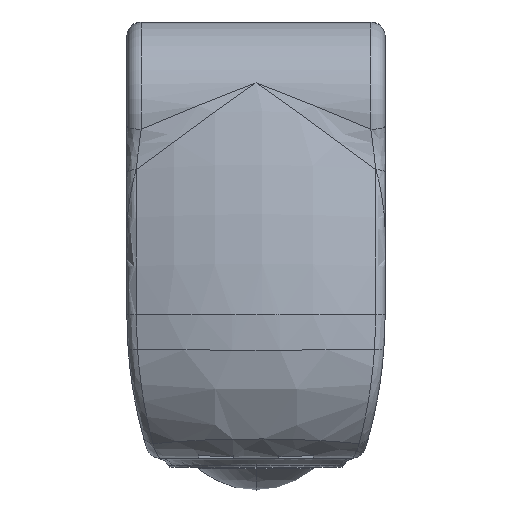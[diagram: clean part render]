
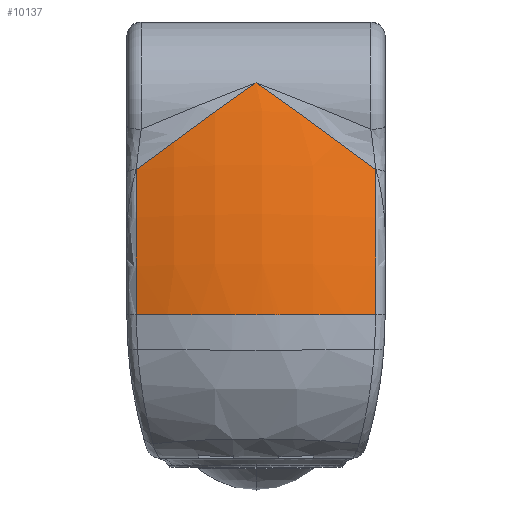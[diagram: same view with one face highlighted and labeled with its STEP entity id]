
A CAD part, front view. The second image highlights one B-rep face of the part: STEP entity #10137.
In plain terms, the highlighted toroidal (fillet/blend) face has major radius 16.805 mm and minor radius 12 mm.
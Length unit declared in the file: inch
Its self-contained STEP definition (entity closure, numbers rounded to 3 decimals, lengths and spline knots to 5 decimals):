
#2477=CARTESIAN_POINT('',(0.16433,1.13334,
-0.0404));
#2478=DIRECTION('',(-1.,0.,0.));
#2479=DIRECTION('',(0.,-0.999,0.037));
#2480=AXIS2_PLACEMENT_3D('',#2477,#2478,#2479);
#3096=CARTESIAN_POINT('',(0.16433,0.05508,
0.19921));
#3105=CARTESIAN_POINT('',(0.,0.05744,
0.31811));
#3106=CARTESIAN_POINT('',(0.00817,0.05558,
0.31252));
#3107=CARTESIAN_POINT('',(0.02448,0.05235,
0.30121));
#3108=CARTESIAN_POINT('',(0.04883,0.04902,
0.28392));
#3109=CARTESIAN_POINT('',(0.07292,0.04722,
0.2665));
#3110=CARTESIAN_POINT('',(0.09664,0.04694,
0.24913));
#3111=CARTESIAN_POINT('',(0.11987,0.04817,
0.23201));
#3112=CARTESIAN_POINT('',(0.14251,0.05083,
0.21527));
#3113=CARTESIAN_POINT('',(0.15713,0.05352,
0.20449));
#3114=CARTESIAN_POINT('',(0.16433,0.05508,
0.19921));
#3130=CARTESIAN_POINT('',(0.,0.47244,0.));
#3131=DIRECTION('',(0.,0.,1.));
#3132=DIRECTION('',(-0.348,-0.938,0.));
#3133=AXIS2_PLACEMENT_3D('',#3130,#3131,#3132);
#3135=CARTESIAN_POINT('',(0.,0.47244,0.));
#3136=DIRECTION('',(0.,0.,1.));
#3137=DIRECTION('',(0.071,-0.997,0.));
#3138=AXIS2_PLACEMENT_3D('',#3135,#3136,#3137);
#3140=CARTESIAN_POINT('',(0.,0.47244,0.));
#3141=DIRECTION('',(0.,0.,1.));
#3142=DIRECTION('',(0.055,-0.999,0.));
#3143=AXIS2_PLACEMENT_3D('',#3140,#3141,#3142);
#3145=CARTESIAN_POINT('',(0.,0.47244,0.));
#3146=DIRECTION('',(0.,0.,1.));
#3147=DIRECTION('',(-0.055,-0.999,0.));
#3148=AXIS2_PLACEMENT_3D('',#3145,#3146,#3147);
#3150=CARTESIAN_POINT('',(-0.03338,0.00118,
0.));
#3151=CARTESIAN_POINT('',(-0.03212,0.00109,
0.));
#3152=CARTESIAN_POINT('',(-0.0296,0.00092,
0.));
#3153=CARTESIAN_POINT('',(-0.02707,0.00077,
0.));
#3154=CARTESIAN_POINT('',(-0.02581,0.00071,
0.));
#3881=CARTESIAN_POINT('',(-0.16433,1.13334,
-0.0404));
#3882=DIRECTION('',(1.,0.,0.));
#3883=DIRECTION('',(0.,-0.976,0.217));
#3884=AXIS2_PLACEMENT_3D('',#3881,#3882,#3883);
#3904=CARTESIAN_POINT('',(-0.16433,0.05508,
0.19921));
#3959=CARTESIAN_POINT('',(-0.16433,0.05508,
0.19921));
#3960=CARTESIAN_POINT('',(-0.15713,0.05352,
0.2045));
#3961=CARTESIAN_POINT('',(-0.14251,0.05083,
0.21527));
#3962=CARTESIAN_POINT('',(-0.11987,0.04817,
0.23201));
#3963=CARTESIAN_POINT('',(-0.09664,0.04694,
0.24913));
#3964=CARTESIAN_POINT('',(-0.07292,0.04722,
0.2665));
#3965=CARTESIAN_POINT('',(-0.04883,0.04902,
0.28392));
#3966=CARTESIAN_POINT('',(-0.02448,0.05235,
0.30121));
#3967=CARTESIAN_POINT('',(-0.00817,0.05558,
0.31252));
#3968=CARTESIAN_POINT('',(0.,0.05744,
0.31811));
#4699=VERTEX_POINT('',#3904);
#4707=VERTEX_POINT('',#3968);
#4715=VERTEX_POINT('',#3096);
#5009=CARTESIAN_POINT('',(-0.16433,0.0295,
0.));
#5010=CARTESIAN_POINT('',(-0.03338,0.00118,
0.));
#5011=VERTEX_POINT('',#5009);
#5012=VERTEX_POINT('',#5010);
#5017=CARTESIAN_POINT('',(0.16433,0.0295,
0.));
#5018=VERTEX_POINT('',#5017);
#5019=VERTEX_POINT('',#3154);
#5020=CARTESIAN_POINT('',(0.0258,0.00071,
0.));
#5021=VERTEX_POINT('',#5020);
#5022=CARTESIAN_POINT('',(0.0334,0.00118,
0.));
#5023=VERTEX_POINT('',#5022);
#10114=CARTESIAN_POINT('',(0.,1.13334,-0.0404));
#10115=DIRECTION('',(-1.,0.,0.));
#10116=DIRECTION('',(0.,0.999,-0.036));
#10117=AXIS2_PLACEMENT_3D('',#10114,#10115,#10116);
#10118=TOROIDAL_SURFACE('',#10117,0.66161,0.47244);
#10120=ORIENTED_EDGE('',*,*,#10119,.F.);
#10122=ORIENTED_EDGE('',*,*,#10121,.F.);
#10124=ORIENTED_EDGE('',*,*,#10123,.T.);
#10125=ORIENTED_EDGE('',*,*,#9988,.T.);
#10126=ORIENTED_EDGE('',*,*,#8787,.F.);
#10128=ORIENTED_EDGE('',*,*,#10127,.F.);
#10130=ORIENTED_EDGE('',*,*,#10129,.F.);
#10132=ORIENTED_EDGE('',*,*,#10131,.F.);
#10134=ORIENTED_EDGE('',*,*,#10133,.F.);
#10135=EDGE_LOOP('',(#10120,#10122,#10124,#10125,#10126,#10128,#10130,#10132,
#10134));
#10136=FACE_OUTER_BOUND('',#10135,.F.);
#10137=ADVANCED_FACE('',(#10136),#10118,.T.);
#2481=CIRCLE('',#2480,1.10456);
#3115=B_SPLINE_CURVE_WITH_KNOTS('',3,(#3105,#3106,#3107,#3108,#3109,#3110,#3111,
#3112,#3113,#3114),.UNSPECIFIED.,.F.,.F.,(4,1,1,1,1,1,1,4),(0.,
0.14286,0.28571,0.42857,0.57143,
0.71429,0.85714,1.),.UNSPECIFIED.);
#3134=CIRCLE('',#3133,0.47244);
#3139=CIRCLE('',#3138,0.47244);
#3144=CIRCLE('',#3143,0.47244);
#3149=CIRCLE('',#3148,0.47244);
#3155=B_SPLINE_CURVE_WITH_KNOTS('',3,(#3150,#3151,#3152,#3153,#3154),
.UNSPECIFIED.,.F.,.F.,(4,1,4),(0.,0.5,1.),.UNSPECIFIED.);
#3885=CIRCLE('',#3884,1.10456);
#3969=B_SPLINE_CURVE_WITH_KNOTS('',3,(#3959,#3960,#3961,#3962,#3963,#3964,#3965,
#3966,#3967,#3968),.UNSPECIFIED.,.F.,.F.,(4,1,1,1,1,1,1,4),(0.,
0.14286,0.28571,0.42857,0.57143,
0.71429,0.85714,1.),.UNSPECIFIED.);
#8787=EDGE_CURVE('',#5018,#4715,#2481,.T.);
#9988=EDGE_CURVE('',#4707,#4715,#3115,.T.);
#10119=EDGE_CURVE('',#5011,#5012,#3134,.T.);
#10121=EDGE_CURVE('',#4699,#5011,#3885,.T.);
#10123=EDGE_CURVE('',#4699,#4707,#3969,.T.);
#10127=EDGE_CURVE('',#5023,#5018,#3139,.T.);
#10129=EDGE_CURVE('',#5021,#5023,#3144,.T.);
#10131=EDGE_CURVE('',#5019,#5021,#3149,.T.);
#10133=EDGE_CURVE('',#5012,#5019,#3155,.T.);
